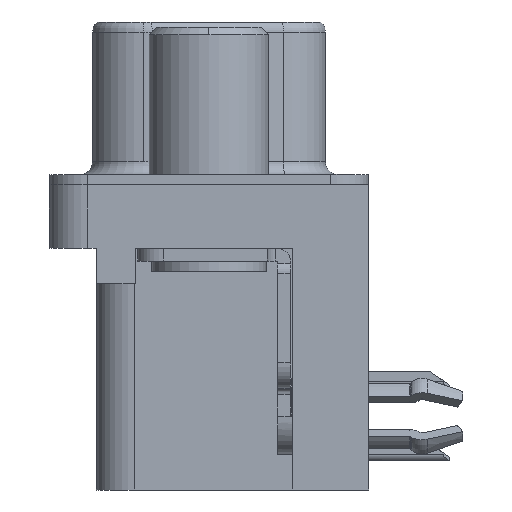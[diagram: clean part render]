
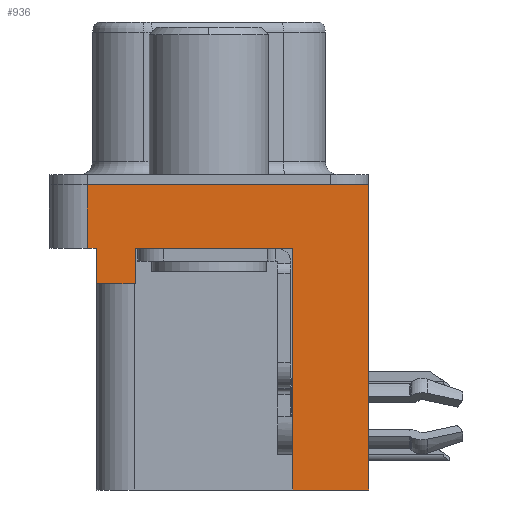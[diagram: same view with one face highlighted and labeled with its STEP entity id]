
A CAD part, left-side view. The second image highlights one B-rep face of the part: STEP entity #936.
In plain terms, the highlighted planar face has unit normal (-1, 0, 0).
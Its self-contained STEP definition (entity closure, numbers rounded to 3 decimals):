
#167 = ORIENTED_EDGE ( 'NONE', *, *, #2926, .F. ) ;
#331 = DIRECTION ( 'NONE',  ( 0., 0., 1. ) ) ;
#543 = CARTESIAN_POINT ( 'NONE',  ( -2.91, 4.775, -2.5 ) ) ;
#668 = DIRECTION ( 'NONE',  ( 0., 1., 0. ) ) ;
#936 = ADVANCED_FACE ( 'NONE', ( #6371 ), #14623, .T. ) ;
#1539 = LINE ( 'NONE', #1896, #17115 ) ;
#1691 = DIRECTION ( 'NONE',  ( -1., 0., 0. ) ) ;
#1747 = CARTESIAN_POINT ( 'NONE',  ( -2.91, -6.275, -2.5 ) ) ;
#1749 = VECTOR ( 'NONE', #9883, 1000. ) ;
#1896 = CARTESIAN_POINT ( 'NONE',  ( -2.91, -6.275, -2.5 ) ) ;
#1963 = DIRECTION ( 'NONE',  ( 0., 0., 1. ) ) ;
#2184 = ORIENTED_EDGE ( 'NONE', *, *, #10754, .F. ) ;
#2200 = VERTEX_POINT ( 'NONE', #5217 ) ;
#2473 = EDGE_CURVE ( 'NONE', #8033, #10036, #6538, .T. ) ;
#2683 = VERTEX_POINT ( 'NONE', #18393 ) ;
#2746 = CARTESIAN_POINT ( 'NONE',  ( -2.91, -3.295, -12. ) ) ;
#2828 = LINE ( 'NONE', #9186, #6846 ) ;
#2926 = EDGE_CURVE ( 'NONE', #2200, #7470, #6306, .T. ) ;
#2956 = EDGE_CURVE ( 'NONE', #8033, #15826, #15898, .T. ) ;
#3243 = VERTEX_POINT ( 'NONE', #13510 ) ;
#3830 = CARTESIAN_POINT ( 'NONE',  ( -2.91, 2.895, -2.5 ) ) ;
#3897 = CARTESIAN_POINT ( 'NONE',  ( -2.91, -6.275, -12. ) ) ;
#4463 = VECTOR ( 'NONE', #13222, 1000. ) ;
#5217 = CARTESIAN_POINT ( 'NONE',  ( -2.91, 4.425, -3.9 ) ) ;
#5267 = LINE ( 'NONE', #2746, #16178 ) ;
#6163 = EDGE_CURVE ( 'NONE', #9398, #8067, #11027, .T. ) ;
#6177 = EDGE_CURVE ( 'NONE', #13192, #9398, #13450, .T. ) ;
#6241 = DIRECTION ( 'NONE',  ( 0., -1., 0. ) ) ;
#6306 = LINE ( 'NONE', #16823, #8572 ) ;
#6371 = FACE_OUTER_BOUND ( 'NONE', #17934, .T. ) ;
#6538 = LINE ( 'NONE', #10498, #9907 ) ;
#6636 = AXIS2_PLACEMENT_3D ( 'NONE', #1747, #1691, #331 ) ;
#6638 = LINE ( 'NONE', #13855, #1749 ) ;
#6846 = VECTOR ( 'NONE', #16196, 1000. ) ;
#6984 = DIRECTION ( 'NONE',  ( 0., 0., 1. ) ) ;
#6989 = VECTOR ( 'NONE', #1963, 1000. ) ;
#7470 = VERTEX_POINT ( 'NONE', #16488 ) ;
#7500 = CARTESIAN_POINT ( 'NONE',  ( -2.91, -6.275, -2.5 ) ) ;
#7940 = CARTESIAN_POINT ( 'NONE',  ( -2.91, -6.275, -2.5 ) ) ;
#8033 = VERTEX_POINT ( 'NONE', #3897 ) ;
#8067 = VERTEX_POINT ( 'NONE', #11020 ) ;
#8270 = LINE ( 'NONE', #543, #4463 ) ;
#8313 = DIRECTION ( 'NONE',  ( 0., 0., 1. ) ) ;
#8319 = CARTESIAN_POINT ( 'NONE',  ( -2.91, 2.895, -3.9 ) ) ;
#8572 = VECTOR ( 'NONE', #8313, 1000. ) ;
#9186 = CARTESIAN_POINT ( 'NONE',  ( -2.91, -6.275, 0. ) ) ;
#9398 = VERTEX_POINT ( 'NONE', #3830 ) ;
#9463 = VECTOR ( 'NONE', #10048, 1000. ) ;
#9764 = EDGE_CURVE ( 'NONE', #2683, #7470, #1539, .T. ) ;
#9883 = DIRECTION ( 'NONE',  ( 0., 1., 0. ) ) ;
#9907 = VECTOR ( 'NONE', #668, 1000. ) ;
#10036 = VERTEX_POINT ( 'NONE', #10279 ) ;
#10048 = DIRECTION ( 'NONE',  ( 0., 0., 1. ) ) ;
#10279 = CARTESIAN_POINT ( 'NONE',  ( -2.91, -3.295, -12. ) ) ;
#10498 = CARTESIAN_POINT ( 'NONE',  ( -2.91, -3.295, -12. ) ) ;
#10754 = EDGE_CURVE ( 'NONE', #3243, #15826, #2828, .T. ) ;
#10888 = EDGE_CURVE ( 'NONE', #10036, #8067, #5267, .T. ) ;
#11020 = CARTESIAN_POINT ( 'NONE',  ( -2.91, -3.295, -2.5 ) ) ;
#11027 = LINE ( 'NONE', #7940, #11478 ) ;
#11478 = VECTOR ( 'NONE', #6241, 1000. ) ;
#11652 = ORIENTED_EDGE ( 'NONE', *, *, #2473, .F. ) ;
#12309 = ORIENTED_EDGE ( 'NONE', *, *, #6177, .T. ) ;
#13192 = VERTEX_POINT ( 'NONE', #8319 ) ;
#13222 = DIRECTION ( 'NONE',  ( 0., 0., 1. ) ) ;
#13450 = LINE ( 'NONE', #17776, #6989 ) ;
#13510 = CARTESIAN_POINT ( 'NONE',  ( -2.91, 4.775, 0. ) ) ;
#13855 = CARTESIAN_POINT ( 'NONE',  ( -2.91, 4.425, -3.9 ) ) ;
#14074 = ORIENTED_EDGE ( 'NONE', *, *, #6163, .T. ) ;
#14214 = EDGE_CURVE ( 'NONE', #2683, #3243, #8270, .T. ) ;
#14623 = PLANE ( 'NONE',  #6636 ) ;
#14654 = ORIENTED_EDGE ( 'NONE', *, *, #10888, .F. ) ;
#14933 = ORIENTED_EDGE ( 'NONE', *, *, #14214, .F. ) ;
#15740 = EDGE_CURVE ( 'NONE', #13192, #2200, #6638, .T. ) ;
#15826 = VERTEX_POINT ( 'NONE', #18463 ) ;
#15898 = LINE ( 'NONE', #7500, #9463 ) ;
#16178 = VECTOR ( 'NONE', #6984, 1000. ) ;
#16196 = DIRECTION ( 'NONE',  ( 0., -1., 0. ) ) ;
#16236 = ORIENTED_EDGE ( 'NONE', *, *, #15740, .F. ) ;
#16488 = CARTESIAN_POINT ( 'NONE',  ( -2.91, 4.425, -2.5 ) ) ;
#16823 = CARTESIAN_POINT ( 'NONE',  ( -2.91, 4.425, -3.9 ) ) ;
#17115 = VECTOR ( 'NONE', #17333, 1000. ) ;
#17333 = DIRECTION ( 'NONE',  ( 0., -1., 0. ) ) ;
#17468 = ORIENTED_EDGE ( 'NONE', *, *, #9764, .T. ) ;
#17654 = ORIENTED_EDGE ( 'NONE', *, *, #2956, .T. ) ;
#17776 = CARTESIAN_POINT ( 'NONE',  ( -2.91, 2.895, -3.9 ) ) ;
#17934 = EDGE_LOOP ( 'NONE', ( #2184, #14933, #17468, #167, #16236, #12309, #14074, #14654, #11652, #17654 ) ) ;
#18393 = CARTESIAN_POINT ( 'NONE',  ( -2.91, 4.775, -2.5 ) ) ;
#18463 = CARTESIAN_POINT ( 'NONE',  ( -2.91, -6.275, 0. ) ) ;
